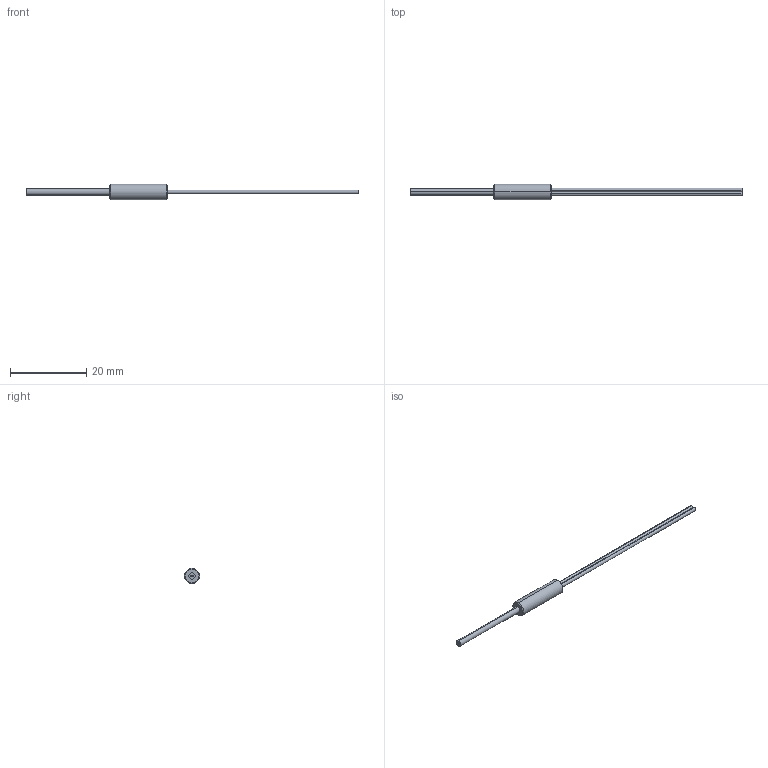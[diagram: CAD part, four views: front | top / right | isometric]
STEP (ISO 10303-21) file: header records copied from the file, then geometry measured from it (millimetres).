
FILE_DESCRIPTION (( 'STEP AP214' ), '1' );
FILE_NAME ('GPF-D043.STEP', '2017-11-18T00:06:21', ( '' ), ( '' ), 'SwSTEP 2.0', 'SolidWorks 2018', '' );
FILE_SCHEMA (( 'AUTOMOTIVE_DESIGN' ));
Length unit declared in the file: millimetre
Products named in the file (5): GPF-D043_HEAD; GPF-D043; GPF-D043_FIBER; GPF-D043_LENS; GPF-D043_STAINLESS TUBE
Assembly tree (6 placements, depth 2):
  GPF-D043
    GPF-D043_HEAD
    GPF-D043_FIBER  x2
    GPF-D043_LENS  x2
    GPF-D043_STAINLESS TUBE
Bounding box: 87 x 4 x 4 mm (x, y, z)
Volume: 310.5 mm3; surface area: 642.8 mm2
Topology: 6 solids, 6 shells, 34 faces, 56 edges, 36 vertices
Faces by surface type: cylinder 16, plane 14, cone 4
Entity records: 838 total; most frequent: DIRECTION 142, CARTESIAN_POINT 107, ORIENTED_EDGE 88, AXIS2_PLACEMENT_3D 63, EDGE_CURVE 44, CIRCLE 28, VERTEX_POINT 28, EDGE_LOOP 28
